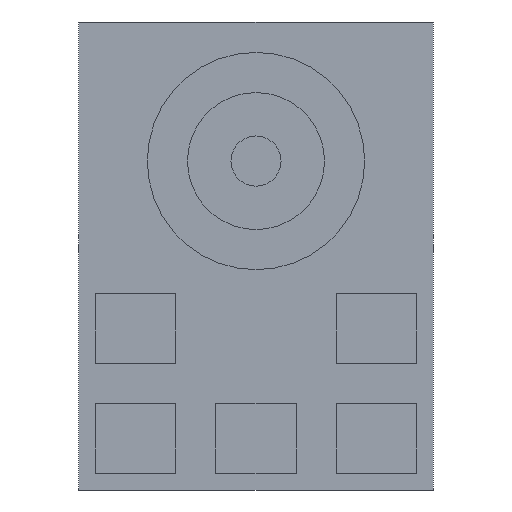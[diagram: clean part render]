
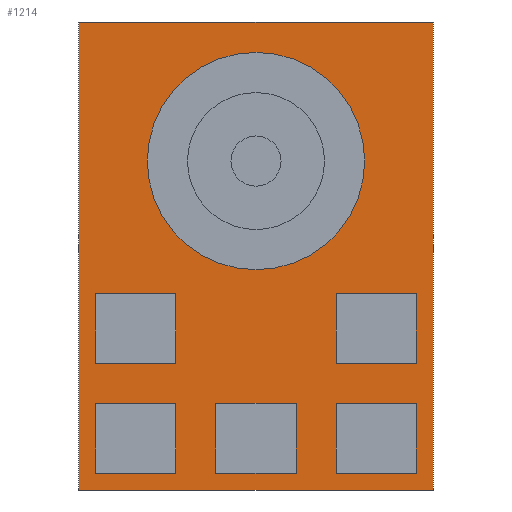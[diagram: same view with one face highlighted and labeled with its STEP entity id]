
A CAD part, front view. The second image highlights one B-rep face of the part: STEP entity #1214.
In plain terms, the highlighted planar face has unit normal (0, -1, 0).
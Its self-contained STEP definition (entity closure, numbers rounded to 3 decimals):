
#27=FACE_BOUND('',#246,.T.);
#28=FACE_BOUND('',#247,.T.);
#29=FACE_BOUND('',#248,.T.);
#30=FACE_BOUND('',#249,.T.);
#31=FACE_BOUND('',#250,.T.);
#32=FACE_BOUND('',#251,.T.);
#42=CIRCLE('',#1284,0.813);
#110=PLANE('',#1306);
#163=FACE_OUTER_BOUND('',#245,.T.);
#245=EDGE_LOOP('',(#958,#959,#960,#961));
#246=EDGE_LOOP('',(#962,#963,#964,#965));
#247=EDGE_LOOP('',(#966,#967,#968,#969));
#248=EDGE_LOOP('',(#970,#971,#972,#973));
#249=EDGE_LOOP('',(#974,#975,#976,#977));
#250=EDGE_LOOP('',(#978));
#251=EDGE_LOOP('',(#979,#980,#981,#982));
#309=LINE('',#1782,#429);
#312=LINE('',#1787,#432);
#317=LINE('',#1808,#437);
#321=LINE('',#1816,#441);
#324=LINE('',#1822,#444);
#327=LINE('',#1827,#447);
#329=LINE('',#1844,#449);
#333=LINE('',#1852,#453);
#336=LINE('',#1858,#456);
#339=LINE('',#1863,#459);
#341=LINE('',#1869,#461);
#345=LINE('',#1877,#465);
#348=LINE('',#1883,#468);
#351=LINE('',#1888,#471);
#353=LINE('',#1894,#473);
#357=LINE('',#1902,#477);
#360=LINE('',#1908,#480);
#363=LINE('',#1913,#483);
#365=LINE('',#1919,#485);
#369=LINE('',#1927,#489);
#372=LINE('',#1933,#492);
#375=LINE('',#1938,#495);
#377=LINE('',#1943,#497);
#378=LINE('',#1944,#498);
#429=VECTOR('',#1412,10.);
#432=VECTOR('',#1417,10.);
#437=VECTOR('',#1434,10.);
#441=VECTOR('',#1440,10.);
#444=VECTOR('',#1445,10.);
#447=VECTOR('',#1450,10.);
#449=VECTOR('',#1470,10.);
#453=VECTOR('',#1476,10.);
#456=VECTOR('',#1481,10.);
#459=VECTOR('',#1486,10.);
#461=VECTOR('',#1492,10.);
#465=VECTOR('',#1498,10.);
#468=VECTOR('',#1503,10.);
#471=VECTOR('',#1508,10.);
#473=VECTOR('',#1514,10.);
#477=VECTOR('',#1520,10.);
#480=VECTOR('',#1525,10.);
#483=VECTOR('',#1530,10.);
#485=VECTOR('',#1536,10.);
#489=VECTOR('',#1542,10.);
#492=VECTOR('',#1547,10.);
#495=VECTOR('',#1552,10.);
#497=VECTOR('',#1558,10.);
#498=VECTOR('',#1559,10.);
#548=VERTEX_POINT('',#1779);
#549=VERTEX_POINT('',#1781);
#550=VERTEX_POINT('',#1785);
#559=VERTEX_POINT('',#1806);
#560=VERTEX_POINT('',#1807);
#563=VERTEX_POINT('',#1815);
#565=VERTEX_POINT('',#1821);
#570=VERTEX_POINT('',#1838);
#571=VERTEX_POINT('',#1842);
#572=VERTEX_POINT('',#1843);
#575=VERTEX_POINT('',#1851);
#577=VERTEX_POINT('',#1857);
#579=VERTEX_POINT('',#1867);
#580=VERTEX_POINT('',#1868);
#583=VERTEX_POINT('',#1876);
#585=VERTEX_POINT('',#1882);
#587=VERTEX_POINT('',#1892);
#588=VERTEX_POINT('',#1893);
#591=VERTEX_POINT('',#1901);
#593=VERTEX_POINT('',#1907);
#595=VERTEX_POINT('',#1917);
#596=VERTEX_POINT('',#1918);
#599=VERTEX_POINT('',#1926);
#601=VERTEX_POINT('',#1932);
#603=VERTEX_POINT('',#1942);
#659=EDGE_CURVE('',#549,#548,#309,.T.);
#662=EDGE_CURVE('',#548,#550,#312,.T.);
#671=EDGE_CURVE('',#559,#560,#317,.T.);
#675=EDGE_CURVE('',#563,#559,#321,.T.);
#678=EDGE_CURVE('',#565,#563,#324,.T.);
#681=EDGE_CURVE('',#560,#565,#327,.T.);
#686=EDGE_CURVE('',#570,#570,#42,.T.);
#687=EDGE_CURVE('',#571,#572,#329,.T.);
#691=EDGE_CURVE('',#575,#571,#333,.T.);
#694=EDGE_CURVE('',#577,#575,#336,.T.);
#697=EDGE_CURVE('',#572,#577,#339,.T.);
#699=EDGE_CURVE('',#579,#580,#341,.T.);
#703=EDGE_CURVE('',#583,#579,#345,.T.);
#706=EDGE_CURVE('',#585,#583,#348,.T.);
#709=EDGE_CURVE('',#580,#585,#351,.T.);
#711=EDGE_CURVE('',#587,#588,#353,.T.);
#715=EDGE_CURVE('',#591,#587,#357,.T.);
#718=EDGE_CURVE('',#593,#591,#360,.T.);
#721=EDGE_CURVE('',#588,#593,#363,.T.);
#723=EDGE_CURVE('',#595,#596,#365,.T.);
#727=EDGE_CURVE('',#599,#595,#369,.T.);
#730=EDGE_CURVE('',#601,#599,#372,.T.);
#733=EDGE_CURVE('',#596,#601,#375,.T.);
#735=EDGE_CURVE('',#603,#549,#377,.T.);
#736=EDGE_CURVE('',#550,#603,#378,.T.);
#958=ORIENTED_EDGE('',*,*,#735,.T.);
#959=ORIENTED_EDGE('',*,*,#659,.T.);
#960=ORIENTED_EDGE('',*,*,#662,.T.);
#961=ORIENTED_EDGE('',*,*,#736,.T.);
#962=ORIENTED_EDGE('',*,*,#723,.T.);
#963=ORIENTED_EDGE('',*,*,#733,.T.);
#964=ORIENTED_EDGE('',*,*,#730,.T.);
#965=ORIENTED_EDGE('',*,*,#727,.T.);
#966=ORIENTED_EDGE('',*,*,#711,.T.);
#967=ORIENTED_EDGE('',*,*,#721,.T.);
#968=ORIENTED_EDGE('',*,*,#718,.T.);
#969=ORIENTED_EDGE('',*,*,#715,.T.);
#970=ORIENTED_EDGE('',*,*,#699,.T.);
#971=ORIENTED_EDGE('',*,*,#709,.T.);
#972=ORIENTED_EDGE('',*,*,#706,.T.);
#973=ORIENTED_EDGE('',*,*,#703,.T.);
#974=ORIENTED_EDGE('',*,*,#687,.T.);
#975=ORIENTED_EDGE('',*,*,#697,.T.);
#976=ORIENTED_EDGE('',*,*,#694,.T.);
#977=ORIENTED_EDGE('',*,*,#691,.T.);
#978=ORIENTED_EDGE('',*,*,#686,.T.);
#979=ORIENTED_EDGE('',*,*,#671,.T.);
#980=ORIENTED_EDGE('',*,*,#681,.T.);
#981=ORIENTED_EDGE('',*,*,#678,.T.);
#982=ORIENTED_EDGE('',*,*,#675,.T.);
#1214=ADVANCED_FACE('',(#163,#27,#28,#29,#30,#31,#32),#110,.F.);
#1284=AXIS2_PLACEMENT_3D('',#1839,#1464,#1465);
#1306=AXIS2_PLACEMENT_3D('',#1941,#1556,#1557);
#1412=DIRECTION('',(0.,0.,-1.));
#1417=DIRECTION('',(1.,0.,0.));
#1434=DIRECTION('',(0.,0.,-1.));
#1440=DIRECTION('',(1.,0.,0.));
#1445=DIRECTION('',(0.,0.,1.));
#1450=DIRECTION('',(-1.,0.,0.));
#1464=DIRECTION('center_axis',(0.,1.,0.));
#1465=DIRECTION('ref_axis',(1.,0.,0.));
#1470=DIRECTION('',(0.,0.,-1.));
#1476=DIRECTION('',(1.,0.,0.));
#1481=DIRECTION('',(0.,0.,1.));
#1486=DIRECTION('',(-1.,0.,0.));
#1492=DIRECTION('',(0.,0.,-1.));
#1498=DIRECTION('',(1.,0.,0.));
#1503=DIRECTION('',(0.,0.,1.));
#1508=DIRECTION('',(-1.,0.,0.));
#1514=DIRECTION('',(0.,0.,-1.));
#1520=DIRECTION('',(1.,0.,0.));
#1525=DIRECTION('',(0.,0.,1.));
#1530=DIRECTION('',(-1.,0.,0.));
#1536=DIRECTION('',(1.,0.,0.));
#1542=DIRECTION('',(0.,0.,1.));
#1547=DIRECTION('',(-1.,0.,0.));
#1552=DIRECTION('',(0.,0.,-1.));
#1556=DIRECTION('center_axis',(0.,1.,0.));
#1557=DIRECTION('ref_axis',(1.,0.,0.));
#1558=DIRECTION('',(-1.,0.,0.));
#1559=DIRECTION('',(0.,0.,1.));
#1779=CARTESIAN_POINT('',(-1.325,0.,-1.75));
#1781=CARTESIAN_POINT('',(-1.325,0.,1.75));
#1782=CARTESIAN_POINT('',(-1.325,0.,1.75));
#1785=CARTESIAN_POINT('',(1.325,0.,-1.75));
#1787=CARTESIAN_POINT('',(-1.325,0.,-1.75));
#1806=CARTESIAN_POINT('',(0.3,0.,-1.103));
#1807=CARTESIAN_POINT('',(0.3,0.,-1.625));
#1808=CARTESIAN_POINT('',(0.3,0.,-0.552));
#1815=CARTESIAN_POINT('',(-0.3,0.,-1.103));
#1816=CARTESIAN_POINT('',(-0.15,0.,-1.103));
#1821=CARTESIAN_POINT('',(-0.3,0.,-1.625));
#1822=CARTESIAN_POINT('',(-0.3,0.,-0.813));
#1827=CARTESIAN_POINT('',(0.15,0.,-1.625));
#1838=CARTESIAN_POINT('',(-0.813,0.,0.71));
#1839=CARTESIAN_POINT('Origin',(0.,0.,0.71));
#1842=CARTESIAN_POINT('',(1.2,0.,-1.103));
#1843=CARTESIAN_POINT('',(1.2,0.,-1.625));
#1844=CARTESIAN_POINT('',(1.2,0.,-0.552));
#1851=CARTESIAN_POINT('',(0.6,0.,-1.103));
#1852=CARTESIAN_POINT('',(0.3,0.,-1.103));
#1857=CARTESIAN_POINT('',(0.6,0.,-1.625));
#1858=CARTESIAN_POINT('',(0.6,0.,-0.813));
#1863=CARTESIAN_POINT('',(0.6,0.,-1.625));
#1867=CARTESIAN_POINT('',(-0.6,0.,-1.103));
#1868=CARTESIAN_POINT('',(-0.6,0.,-1.625));
#1869=CARTESIAN_POINT('',(-0.6,0.,-0.552));
#1876=CARTESIAN_POINT('',(-1.2,0.,-1.103));
#1877=CARTESIAN_POINT('',(-0.6,0.,-1.103));
#1882=CARTESIAN_POINT('',(-1.2,0.,-1.625));
#1883=CARTESIAN_POINT('',(-1.2,0.,-0.813));
#1888=CARTESIAN_POINT('',(-0.3,0.,-1.625));
#1892=CARTESIAN_POINT('',(-0.6,0.,-0.281));
#1893=CARTESIAN_POINT('',(-0.6,0.,-0.803));
#1894=CARTESIAN_POINT('',(-0.6,0.,-0.141));
#1901=CARTESIAN_POINT('',(-1.2,0.,-0.281));
#1902=CARTESIAN_POINT('',(-0.6,0.,-0.281));
#1907=CARTESIAN_POINT('',(-1.2,0.,-0.803));
#1908=CARTESIAN_POINT('',(-1.2,0.,-0.402));
#1913=CARTESIAN_POINT('',(-0.3,0.,-0.803));
#1917=CARTESIAN_POINT('',(0.6,0.,-0.281));
#1918=CARTESIAN_POINT('',(1.2,0.,-0.281));
#1919=CARTESIAN_POINT('',(0.3,0.,-0.281));
#1926=CARTESIAN_POINT('',(0.6,0.,-0.803));
#1927=CARTESIAN_POINT('',(0.6,0.,-0.402));
#1932=CARTESIAN_POINT('',(1.2,0.,-0.803));
#1933=CARTESIAN_POINT('',(0.6,0.,-0.803));
#1938=CARTESIAN_POINT('',(1.2,0.,-0.141));
#1941=CARTESIAN_POINT('Origin',(0.,0.,0.));
#1942=CARTESIAN_POINT('',(1.325,0.,1.75));
#1943=CARTESIAN_POINT('',(1.325,0.,1.75));
#1944=CARTESIAN_POINT('',(1.325,0.,-1.75));
